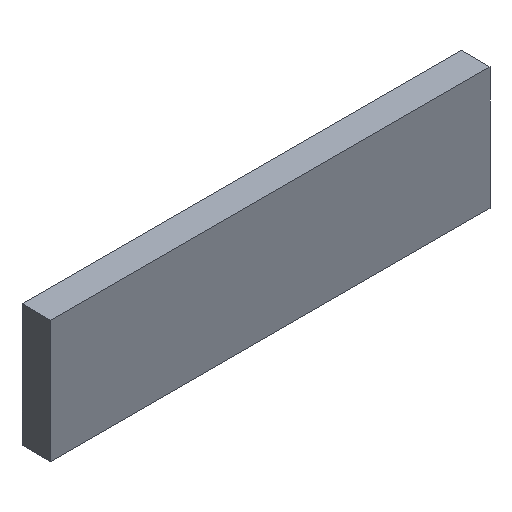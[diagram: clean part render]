
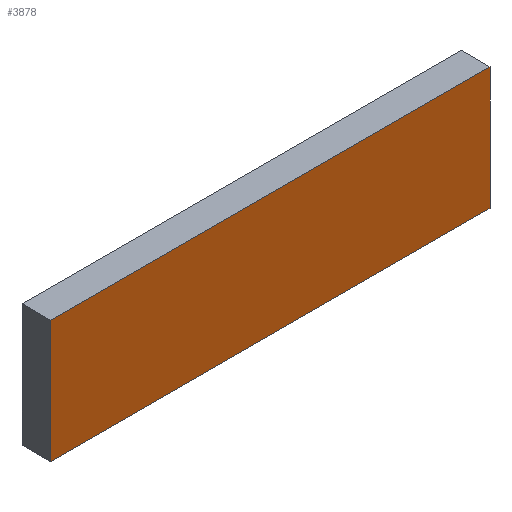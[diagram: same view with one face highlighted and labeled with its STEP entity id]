
A CAD part, isometric view. The second image highlights one B-rep face of the part: STEP entity #3878.
In plain terms, the highlighted planar face has unit normal (0, -1, 0).
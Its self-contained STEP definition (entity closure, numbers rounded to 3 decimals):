
#222 = VERTEX_POINT ( 'NONE', #6180 ) ;
#511 = CARTESIAN_POINT ( 'NONE',  ( 0., 0., 0. ) ) ;
#1013 = FACE_OUTER_BOUND ( 'NONE', #4183, .T. ) ;
#1016 = DIRECTION ( 'NONE',  ( 0., 0., 1. ) ) ;
#1362 = VECTOR ( 'NONE', #3623, 1000. ) ;
#1822 = CARTESIAN_POINT ( 'NONE',  ( 0., 0., 0. ) ) ;
#1938 = ORIENTED_EDGE ( 'NONE', *, *, #4508, .F. ) ;
#2032 = VERTEX_POINT ( 'NONE', #1822 ) ;
#2474 = CARTESIAN_POINT ( 'NONE',  ( 0., 0., 8.468 ) ) ;
#2798 = CARTESIAN_POINT ( 'NONE',  ( 30.374, 0., 8.468 ) ) ;
#2858 = DIRECTION ( 'NONE',  ( 0., 0., 1. ) ) ;
#2860 = ORIENTED_EDGE ( 'NONE', *, *, #6992, .F. ) ;
#3413 = ORIENTED_EDGE ( 'NONE', *, *, #6287, .F. ) ;
#3420 = VECTOR ( 'NONE', #6408, 1000. ) ;
#3426 = LINE ( 'NONE', #2474, #1362 ) ;
#3526 = VECTOR ( 'NONE', #7253, 1000. ) ;
#3623 = DIRECTION ( 'NONE',  ( 1., 0., 0. ) ) ;
#3636 = VECTOR ( 'NONE', #1016, 1000. ) ;
#3878 = ADVANCED_FACE ( 'NONE', ( #1013 ), #4656, .F. ) ;
#4103 = DIRECTION ( 'NONE',  ( 0., 1., 0. ) ) ;
#4183 = EDGE_LOOP ( 'NONE', ( #5483, #1938, #2860, #3413 ) ) ;
#4508 = EDGE_CURVE ( 'NONE', #6020, #2032, #5041, .T. ) ;
#4555 = AXIS2_PLACEMENT_3D ( 'NONE', #511, #4103, #2858 ) ;
#4656 = PLANE ( 'NONE',  #4555 ) ;
#5015 = LINE ( 'NONE', #5811, #3420 ) ;
#5041 = LINE ( 'NONE', #5430, #3526 ) ;
#5430 = CARTESIAN_POINT ( 'NONE',  ( 0., 0., 0. ) ) ;
#5483 = ORIENTED_EDGE ( 'NONE', *, *, #7281, .F. ) ;
#5811 = CARTESIAN_POINT ( 'NONE',  ( 30.374, 0., 0. ) ) ;
#6020 = VERTEX_POINT ( 'NONE', #6563 ) ;
#6062 = LINE ( 'NONE', #7055, #3636 ) ;
#6180 = CARTESIAN_POINT ( 'NONE',  ( 0., 0., 8.468 ) ) ;
#6287 = EDGE_CURVE ( 'NONE', #222, #7278, #3426, .T. ) ;
#6408 = DIRECTION ( 'NONE',  ( 0., 0., -1. ) ) ;
#6563 = CARTESIAN_POINT ( 'NONE',  ( 30.374, 0., 0. ) ) ;
#6992 = EDGE_CURVE ( 'NONE', #7278, #6020, #5015, .T. ) ;
#7055 = CARTESIAN_POINT ( 'NONE',  ( 0., 0., 0. ) ) ;
#7253 = DIRECTION ( 'NONE',  ( -1., 0., 0. ) ) ;
#7278 = VERTEX_POINT ( 'NONE', #2798 ) ;
#7281 = EDGE_CURVE ( 'NONE', #2032, #222, #6062, .T. ) ;
